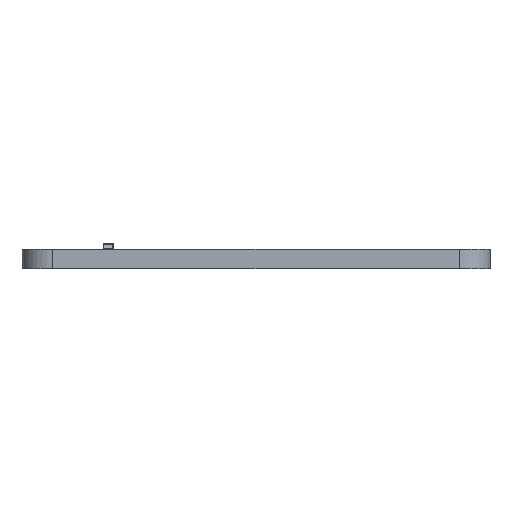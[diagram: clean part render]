
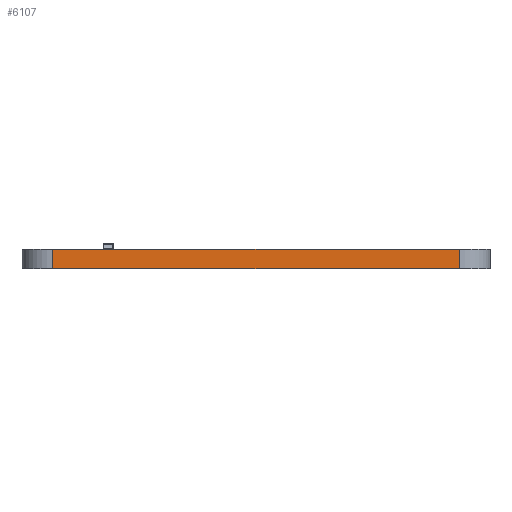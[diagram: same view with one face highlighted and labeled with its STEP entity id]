
A CAD part, front view. The second image highlights one B-rep face of the part: STEP entity #6107.
In plain terms, the highlighted planar face has unit normal (0, -1, 0).
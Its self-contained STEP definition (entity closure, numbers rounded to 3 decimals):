
#4075 = PLANE('',#4076);
#4076 = AXIS2_PLACEMENT_3D('',#4077,#4078,#4079);
#4077 = CARTESIAN_POINT('',(19.,19.,1.6));
#4078 = DIRECTION('',(-0.,-0.,-1.));
#4079 = DIRECTION('',(-1.,0.,0.));
#4103 = CYLINDRICAL_SURFACE('',#4104,2.5);
#4104 = AXIS2_PLACEMENT_3D('',#4105,#4106,#4107);
#4105 = CARTESIAN_POINT('',(35.5,2.5,0.));
#4106 = DIRECTION('',(-0.,-0.,-1.));
#4107 = DIRECTION('',(1.,0.,-0.));
#4129 = PLANE('',#4130);
#4130 = AXIS2_PLACEMENT_3D('',#4131,#4132,#4133);
#4131 = CARTESIAN_POINT('',(19.,19.,0.));
#4132 = DIRECTION('',(-0.,-0.,-1.));
#4133 = DIRECTION('',(-1.,0.,0.));
#4230 = EDGE_CURVE('',#4231,#4233,#4235,.T.);
#4231 = VERTEX_POINT('',#4232);
#4232 = CARTESIAN_POINT('',(35.5,0.,0.));
#4233 = VERTEX_POINT('',#4234);
#4234 = CARTESIAN_POINT('',(35.5,0.,1.6));
#4235 = SURFACE_CURVE('',#4236,(#4240,#4247),.PCURVE_S1.);
#4236 = LINE('',#4237,#4238);
#4237 = CARTESIAN_POINT('',(35.5,0.,0.));
#4238 = VECTOR('',#4239,1.);
#4239 = DIRECTION('',(0.,0.,1.));
#4240 = PCURVE('',#4103,#4241);
#4241 = DEFINITIONAL_REPRESENTATION('',(#4242),#4246);
#4242 = LINE('',#4243,#4244);
#4243 = CARTESIAN_POINT('',(-4.712,0.));
#4244 = VECTOR('',#4245,1.);
#4245 = DIRECTION('',(-0.,-1.));
#4246 = ( GEOMETRIC_REPRESENTATION_CONTEXT(2) 
PARAMETRIC_REPRESENTATION_CONTEXT() REPRESENTATION_CONTEXT('2D SPACE',''
  ) );
#4247 = PCURVE('',#4248,#4253);
#4248 = PLANE('',#4249);
#4249 = AXIS2_PLACEMENT_3D('',#4250,#4251,#4252);
#4250 = CARTESIAN_POINT('',(35.5,0.,0.));
#4251 = DIRECTION('',(0.,-1.,0.));
#4252 = DIRECTION('',(-1.,0.,0.));
#4253 = DEFINITIONAL_REPRESENTATION('',(#4254),#4258);
#4254 = LINE('',#4255,#4256);
#4255 = CARTESIAN_POINT('',(0.,-0.));
#4256 = VECTOR('',#4257,1.);
#4257 = DIRECTION('',(0.,-1.));
#4258 = ( GEOMETRIC_REPRESENTATION_CONTEXT(2) 
PARAMETRIC_REPRESENTATION_CONTEXT() REPRESENTATION_CONTEXT('2D SPACE',''
  ) );
#4318 = EDGE_CURVE('',#4231,#4319,#4321,.T.);
#4319 = VERTEX_POINT('',#4320);
#4320 = CARTESIAN_POINT('',(2.5,-0.,0.));
#4321 = SURFACE_CURVE('',#4322,(#4326,#4333),.PCURVE_S1.);
#4322 = LINE('',#4323,#4324);
#4323 = CARTESIAN_POINT('',(35.5,0.,0.));
#4324 = VECTOR('',#4325,1.);
#4325 = DIRECTION('',(-1.,-0.,0.));
#4326 = PCURVE('',#4129,#4327);
#4327 = DEFINITIONAL_REPRESENTATION('',(#4328),#4332);
#4328 = LINE('',#4329,#4330);
#4329 = CARTESIAN_POINT('',(-16.5,-19.));
#4330 = VECTOR('',#4331,1.);
#4331 = DIRECTION('',(1.,0.));
#4332 = ( GEOMETRIC_REPRESENTATION_CONTEXT(2) 
PARAMETRIC_REPRESENTATION_CONTEXT() REPRESENTATION_CONTEXT('2D SPACE',''
  ) );
#4333 = PCURVE('',#4248,#4334);
#4334 = DEFINITIONAL_REPRESENTATION('',(#4335),#4339);
#4335 = LINE('',#4336,#4337);
#4336 = CARTESIAN_POINT('',(0.,-0.));
#4337 = VECTOR('',#4338,1.);
#4338 = DIRECTION('',(1.,0.));
#4339 = ( GEOMETRIC_REPRESENTATION_CONTEXT(2) 
PARAMETRIC_REPRESENTATION_CONTEXT() REPRESENTATION_CONTEXT('2D SPACE',''
  ) );
#4362 = CYLINDRICAL_SURFACE('',#4363,2.5);
#4363 = AXIS2_PLACEMENT_3D('',#4364,#4365,#4366);
#4364 = CARTESIAN_POINT('',(2.5,2.5,0.));
#4365 = DIRECTION('',(-0.,-0.,-1.));
#4366 = DIRECTION('',(1.,0.,-0.));
#5267 = EDGE_CURVE('',#4233,#5268,#5270,.T.);
#5268 = VERTEX_POINT('',#5269);
#5269 = CARTESIAN_POINT('',(2.5,0.,1.6));
#5270 = SURFACE_CURVE('',#5271,(#5275,#5282),.PCURVE_S1.);
#5271 = LINE('',#5272,#5273);
#5272 = CARTESIAN_POINT('',(35.5,0.,1.6));
#5273 = VECTOR('',#5274,1.);
#5274 = DIRECTION('',(-1.,-0.,0.));
#5275 = PCURVE('',#4075,#5276);
#5276 = DEFINITIONAL_REPRESENTATION('',(#5277),#5281);
#5277 = LINE('',#5278,#5279);
#5278 = CARTESIAN_POINT('',(-16.5,-19.));
#5279 = VECTOR('',#5280,1.);
#5280 = DIRECTION('',(1.,0.));
#5281 = ( GEOMETRIC_REPRESENTATION_CONTEXT(2) 
PARAMETRIC_REPRESENTATION_CONTEXT() REPRESENTATION_CONTEXT('2D SPACE',''
  ) );
#5282 = PCURVE('',#4248,#5283);
#5283 = DEFINITIONAL_REPRESENTATION('',(#5284),#5288);
#5284 = LINE('',#5285,#5286);
#5285 = CARTESIAN_POINT('',(0.,-1.6));
#5286 = VECTOR('',#5287,1.);
#5287 = DIRECTION('',(1.,0.));
#5288 = ( GEOMETRIC_REPRESENTATION_CONTEXT(2) 
PARAMETRIC_REPRESENTATION_CONTEXT() REPRESENTATION_CONTEXT('2D SPACE',''
  ) );
#6107 = ADVANCED_FACE('',(#6108),#4248,.T.);
#6108 = FACE_BOUND('',#6109,.T.);
#6109 = EDGE_LOOP('',(#6110,#6111,#6112,#6133));
#6110 = ORIENTED_EDGE('',*,*,#4230,.T.);
#6111 = ORIENTED_EDGE('',*,*,#5267,.T.);
#6112 = ORIENTED_EDGE('',*,*,#6113,.F.);
#6113 = EDGE_CURVE('',#4319,#5268,#6114,.T.);
#6114 = SURFACE_CURVE('',#6115,(#6119,#6126),.PCURVE_S1.);
#6115 = LINE('',#6116,#6117);
#6116 = CARTESIAN_POINT('',(2.5,-0.,0.));
#6117 = VECTOR('',#6118,1.);
#6118 = DIRECTION('',(0.,0.,1.));
#6119 = PCURVE('',#4248,#6120);
#6120 = DEFINITIONAL_REPRESENTATION('',(#6121),#6125);
#6121 = LINE('',#6122,#6123);
#6122 = CARTESIAN_POINT('',(33.,0.));
#6123 = VECTOR('',#6124,1.);
#6124 = DIRECTION('',(0.,-1.));
#6125 = ( GEOMETRIC_REPRESENTATION_CONTEXT(2) 
PARAMETRIC_REPRESENTATION_CONTEXT() REPRESENTATION_CONTEXT('2D SPACE',''
  ) );
#6126 = PCURVE('',#4362,#6127);
#6127 = DEFINITIONAL_REPRESENTATION('',(#6128),#6132);
#6128 = LINE('',#6129,#6130);
#6129 = CARTESIAN_POINT('',(-4.712,0.));
#6130 = VECTOR('',#6131,1.);
#6131 = DIRECTION('',(-0.,-1.));
#6132 = ( GEOMETRIC_REPRESENTATION_CONTEXT(2) 
PARAMETRIC_REPRESENTATION_CONTEXT() REPRESENTATION_CONTEXT('2D SPACE',''
  ) );
#6133 = ORIENTED_EDGE('',*,*,#4318,.F.);
